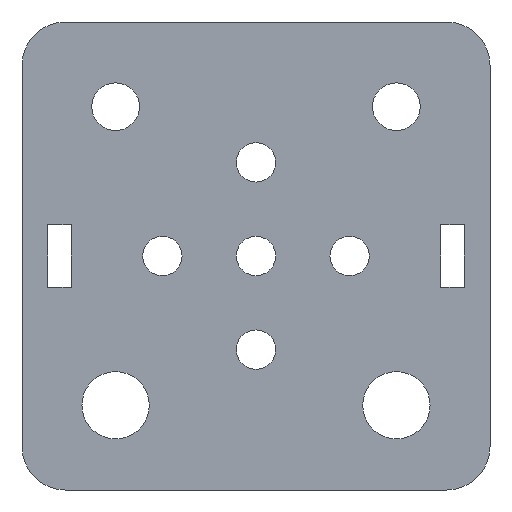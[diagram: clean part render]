
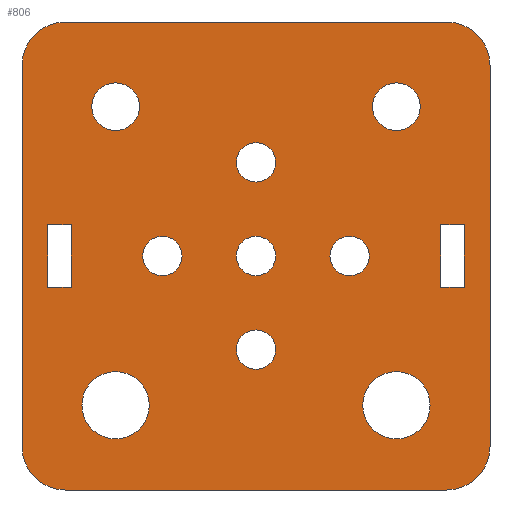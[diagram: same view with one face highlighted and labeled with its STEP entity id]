
A CAD part, front view. The second image highlights one B-rep face of the part: STEP entity #806.
In plain terms, the highlighted planar face has unit normal (0, -1, 0).
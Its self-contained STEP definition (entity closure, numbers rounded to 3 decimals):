
#24=FACE_BOUND('',#111,.T.);
#25=FACE_BOUND('',#112,.T.);
#26=FACE_BOUND('',#113,.T.);
#27=FACE_BOUND('',#114,.T.);
#28=FACE_BOUND('',#115,.T.);
#29=FACE_BOUND('',#116,.T.);
#30=FACE_BOUND('',#117,.T.);
#31=FACE_BOUND('',#118,.T.);
#32=FACE_BOUND('',#119,.T.);
#33=FACE_BOUND('',#120,.T.);
#34=FACE_BOUND('',#121,.T.);
#40=PLANE('',#889);
#64=FACE_OUTER_BOUND('',#110,.T.);
#110=EDGE_LOOP('',(#598,#599,#600,#601,#602,#603,#604,#605));
#111=EDGE_LOOP('',(#606,#607));
#112=EDGE_LOOP('',(#608,#609));
#113=EDGE_LOOP('',(#610,#611,#612,#613));
#114=EDGE_LOOP('',(#614,#615,#616,#617));
#115=EDGE_LOOP('',(#618,#619));
#116=EDGE_LOOP('',(#620,#621));
#117=EDGE_LOOP('',(#622,#623));
#118=EDGE_LOOP('',(#624,#625));
#119=EDGE_LOOP('',(#626,#627));
#120=EDGE_LOOP('',(#628));
#121=EDGE_LOOP('',(#629));
#173=LINE('',#1295,#238);
#174=LINE('',#1299,#239);
#175=LINE('',#1303,#240);
#176=LINE('',#1306,#241);
#177=LINE('',#1309,#242);
#178=LINE('',#1311,#243);
#179=LINE('',#1313,#244);
#180=LINE('',#1314,#245);
#181=LINE('',#1317,#246);
#182=LINE('',#1319,#247);
#183=LINE('',#1321,#248);
#184=LINE('',#1322,#249);
#238=VECTOR('',#1039,40.73);
#239=VECTOR('',#1042,40.73);
#240=VECTOR('',#1045,40.73);
#241=VECTOR('',#1048,40.73);
#242=VECTOR('',#1049,6.7);
#243=VECTOR('',#1050,2.5);
#244=VECTOR('',#1051,6.7);
#245=VECTOR('',#1052,2.5);
#246=VECTOR('',#1053,2.5);
#247=VECTOR('',#1054,6.7);
#248=VECTOR('',#1055,2.5);
#249=VECTOR('',#1056,6.7);
#288=CIRCLE('',#854,2.55);
#289=CIRCLE('',#855,2.55);
#291=CIRCLE('',#858,2.55);
#293=CIRCLE('',#861,3.6);
#294=CIRCLE('',#862,3.6);
#296=CIRCLE('',#865,3.6);
#319=CIRCLE('',#890,4.635);
#320=CIRCLE('',#891,4.635);
#321=CIRCLE('',#892,4.635);
#322=CIRCLE('',#893,4.635);
#323=CIRCLE('',#894,2.1);
#324=CIRCLE('',#895,2.1);
#325=CIRCLE('',#896,2.1);
#326=CIRCLE('',#897,2.1);
#327=CIRCLE('',#898,2.1);
#328=CIRCLE('',#899,2.1);
#329=CIRCLE('',#900,2.1);
#330=CIRCLE('',#901,2.1);
#331=CIRCLE('',#902,2.1);
#332=CIRCLE('',#903,2.1);
#342=VERTEX_POINT('',#1196);
#343=VERTEX_POINT('',#1198);
#345=VERTEX_POINT('',#1204);
#347=VERTEX_POINT('',#1210);
#348=VERTEX_POINT('',#1212);
#350=VERTEX_POINT('',#1218);
#385=VERTEX_POINT('',#1291);
#386=VERTEX_POINT('',#1292);
#387=VERTEX_POINT('',#1294);
#388=VERTEX_POINT('',#1296);
#389=VERTEX_POINT('',#1298);
#390=VERTEX_POINT('',#1300);
#391=VERTEX_POINT('',#1302);
#392=VERTEX_POINT('',#1304);
#393=VERTEX_POINT('',#1307);
#394=VERTEX_POINT('',#1308);
#395=VERTEX_POINT('',#1310);
#396=VERTEX_POINT('',#1312);
#397=VERTEX_POINT('',#1315);
#398=VERTEX_POINT('',#1316);
#399=VERTEX_POINT('',#1318);
#400=VERTEX_POINT('',#1320);
#401=VERTEX_POINT('',#1323);
#402=VERTEX_POINT('',#1324);
#403=VERTEX_POINT('',#1327);
#404=VERTEX_POINT('',#1328);
#405=VERTEX_POINT('',#1331);
#406=VERTEX_POINT('',#1332);
#407=VERTEX_POINT('',#1335);
#408=VERTEX_POINT('',#1336);
#409=VERTEX_POINT('',#1339);
#410=VERTEX_POINT('',#1340);
#429=EDGE_CURVE('',#343,#342,#288,.T.);
#430=EDGE_CURVE('',#342,#343,#289,.T.);
#433=EDGE_CURVE('',#345,#345,#291,.T.);
#436=EDGE_CURVE('',#348,#347,#293,.T.);
#437=EDGE_CURVE('',#347,#348,#294,.T.);
#440=EDGE_CURVE('',#350,#350,#296,.T.);
#475=EDGE_CURVE('',#385,#386,#319,.T.);
#476=EDGE_CURVE('',#387,#385,#173,.T.);
#477=EDGE_CURVE('',#388,#387,#320,.T.);
#478=EDGE_CURVE('',#389,#388,#174,.T.);
#479=EDGE_CURVE('',#390,#389,#321,.T.);
#480=EDGE_CURVE('',#391,#390,#175,.T.);
#481=EDGE_CURVE('',#392,#391,#322,.T.);
#482=EDGE_CURVE('',#386,#392,#176,.T.);
#483=EDGE_CURVE('',#393,#394,#177,.T.);
#484=EDGE_CURVE('',#394,#395,#178,.T.);
#485=EDGE_CURVE('',#395,#396,#179,.T.);
#486=EDGE_CURVE('',#396,#393,#180,.T.);
#487=EDGE_CURVE('',#397,#398,#181,.T.);
#488=EDGE_CURVE('',#398,#399,#182,.T.);
#489=EDGE_CURVE('',#399,#400,#183,.T.);
#490=EDGE_CURVE('',#400,#397,#184,.T.);
#491=EDGE_CURVE('',#401,#402,#323,.T.);
#492=EDGE_CURVE('',#402,#401,#324,.T.);
#493=EDGE_CURVE('',#403,#404,#325,.T.);
#494=EDGE_CURVE('',#404,#403,#326,.T.);
#495=EDGE_CURVE('',#405,#406,#327,.T.);
#496=EDGE_CURVE('',#406,#405,#328,.T.);
#497=EDGE_CURVE('',#407,#408,#329,.T.);
#498=EDGE_CURVE('',#408,#407,#330,.T.);
#499=EDGE_CURVE('',#409,#410,#331,.T.);
#500=EDGE_CURVE('',#410,#409,#332,.T.);
#598=ORIENTED_EDGE('',*,*,#475,.F.);
#599=ORIENTED_EDGE('',*,*,#476,.F.);
#600=ORIENTED_EDGE('',*,*,#477,.F.);
#601=ORIENTED_EDGE('',*,*,#478,.F.);
#602=ORIENTED_EDGE('',*,*,#479,.F.);
#603=ORIENTED_EDGE('',*,*,#480,.F.);
#604=ORIENTED_EDGE('',*,*,#481,.F.);
#605=ORIENTED_EDGE('',*,*,#482,.F.);
#606=ORIENTED_EDGE('',*,*,#436,.T.);
#607=ORIENTED_EDGE('',*,*,#437,.T.);
#608=ORIENTED_EDGE('',*,*,#429,.T.);
#609=ORIENTED_EDGE('',*,*,#430,.T.);
#610=ORIENTED_EDGE('',*,*,#483,.T.);
#611=ORIENTED_EDGE('',*,*,#484,.T.);
#612=ORIENTED_EDGE('',*,*,#485,.T.);
#613=ORIENTED_EDGE('',*,*,#486,.T.);
#614=ORIENTED_EDGE('',*,*,#487,.T.);
#615=ORIENTED_EDGE('',*,*,#488,.T.);
#616=ORIENTED_EDGE('',*,*,#489,.T.);
#617=ORIENTED_EDGE('',*,*,#490,.T.);
#618=ORIENTED_EDGE('',*,*,#491,.T.);
#619=ORIENTED_EDGE('',*,*,#492,.T.);
#620=ORIENTED_EDGE('',*,*,#493,.T.);
#621=ORIENTED_EDGE('',*,*,#494,.T.);
#622=ORIENTED_EDGE('',*,*,#495,.T.);
#623=ORIENTED_EDGE('',*,*,#496,.T.);
#624=ORIENTED_EDGE('',*,*,#497,.T.);
#625=ORIENTED_EDGE('',*,*,#498,.T.);
#626=ORIENTED_EDGE('',*,*,#499,.T.);
#627=ORIENTED_EDGE('',*,*,#500,.T.);
#628=ORIENTED_EDGE('',*,*,#433,.T.);
#629=ORIENTED_EDGE('',*,*,#440,.T.);
#806=ADVANCED_FACE('',(#64,#24,#25,#26,#27,#28,#29,#30,#31,#32,#33,#34),
#40,.F.);
#854=AXIS2_PLACEMENT_3D('',#1199,#950,#951);
#855=AXIS2_PLACEMENT_3D('',#1200,#952,#953);
#858=AXIS2_PLACEMENT_3D('',#1206,#959,#960);
#861=AXIS2_PLACEMENT_3D('',#1213,#966,#967);
#862=AXIS2_PLACEMENT_3D('',#1214,#968,#969);
#865=AXIS2_PLACEMENT_3D('',#1220,#975,#976);
#889=AXIS2_PLACEMENT_3D('',#1290,#1035,#1036);
#890=AXIS2_PLACEMENT_3D('',#1293,#1037,#1038);
#891=AXIS2_PLACEMENT_3D('',#1297,#1040,#1041);
#892=AXIS2_PLACEMENT_3D('',#1301,#1043,#1044);
#893=AXIS2_PLACEMENT_3D('',#1305,#1046,#1047);
#894=AXIS2_PLACEMENT_3D('',#1325,#1057,#1058);
#895=AXIS2_PLACEMENT_3D('',#1326,#1059,#1060);
#896=AXIS2_PLACEMENT_3D('',#1329,#1061,#1062);
#897=AXIS2_PLACEMENT_3D('',#1330,#1063,#1064);
#898=AXIS2_PLACEMENT_3D('',#1333,#1065,#1066);
#899=AXIS2_PLACEMENT_3D('',#1334,#1067,#1068);
#900=AXIS2_PLACEMENT_3D('',#1337,#1069,#1070);
#901=AXIS2_PLACEMENT_3D('',#1338,#1071,#1072);
#902=AXIS2_PLACEMENT_3D('',#1341,#1073,#1074);
#903=AXIS2_PLACEMENT_3D('',#1342,#1075,#1076);
#950=DIRECTION('center_axis',(0.,1.,0.));
#951=DIRECTION('ref_axis',(0.,0.,-1.));
#952=DIRECTION('center_axis',(0.,1.,0.));
#953=DIRECTION('ref_axis',(0.,0.,-1.));
#959=DIRECTION('center_axis',(0.,1.,0.));
#960=DIRECTION('ref_axis',(0.,0.,1.));
#966=DIRECTION('center_axis',(0.,1.,0.));
#967=DIRECTION('ref_axis',(0.,0.,-1.));
#968=DIRECTION('center_axis',(0.,1.,0.));
#969=DIRECTION('ref_axis',(0.,0.,-1.));
#975=DIRECTION('center_axis',(0.,1.,0.));
#976=DIRECTION('ref_axis',(0.,0.,1.));
#1035=DIRECTION('center_axis',(0.,1.,0.));
#1036=DIRECTION('ref_axis',(0.,0.,1.));
#1037=DIRECTION('center_axis',(0.,1.,0.));
#1038=DIRECTION('ref_axis',(0.,0.,1.));
#1039=DIRECTION('',(-1.,0.,0.));
#1040=DIRECTION('center_axis',(0.,1.,0.));
#1041=DIRECTION('ref_axis',(0.,0.,1.));
#1042=DIRECTION('',(0.,0.,-1.));
#1043=DIRECTION('center_axis',(0.,1.,0.));
#1044=DIRECTION('ref_axis',(0.,0.,1.));
#1045=DIRECTION('',(1.,0.,0.));
#1046=DIRECTION('center_axis',(0.,1.,0.));
#1047=DIRECTION('ref_axis',(0.,0.,-1.));
#1048=DIRECTION('',(0.,0.,1.));
#1049=DIRECTION('',(0.,0.,-1.));
#1050=DIRECTION('',(-1.,0.,0.));
#1051=DIRECTION('',(0.,0.,1.));
#1052=DIRECTION('',(1.,0.,0.));
#1053=DIRECTION('',(1.,0.,0.));
#1054=DIRECTION('',(0.,0.,-1.));
#1055=DIRECTION('',(-1.,0.,0.));
#1056=DIRECTION('',(0.,0.,1.));
#1057=DIRECTION('center_axis',(0.,1.,0.));
#1058=DIRECTION('ref_axis',(0.,0.,1.));
#1059=DIRECTION('center_axis',(0.,1.,0.));
#1060=DIRECTION('ref_axis',(0.,0.,1.));
#1061=DIRECTION('center_axis',(0.,1.,0.));
#1062=DIRECTION('ref_axis',(0.,0.,1.));
#1063=DIRECTION('center_axis',(0.,1.,0.));
#1064=DIRECTION('ref_axis',(0.,0.,1.));
#1065=DIRECTION('center_axis',(0.,1.,0.));
#1066=DIRECTION('ref_axis',(0.,0.,1.));
#1067=DIRECTION('center_axis',(0.,1.,0.));
#1068=DIRECTION('ref_axis',(0.,0.,1.));
#1069=DIRECTION('center_axis',(0.,1.,0.));
#1070=DIRECTION('ref_axis',(0.,0.,1.));
#1071=DIRECTION('center_axis',(0.,1.,0.));
#1072=DIRECTION('ref_axis',(0.,0.,1.));
#1073=DIRECTION('center_axis',(0.,1.,0.));
#1074=DIRECTION('ref_axis',(0.,0.,1.));
#1075=DIRECTION('center_axis',(0.,1.,0.));
#1076=DIRECTION('ref_axis',(0.,0.,1.));
#1196=CARTESIAN_POINT('',(-15.,0.,18.5));
#1198=CARTESIAN_POINT('',(-15.,0.,13.4));
#1199=CARTESIAN_POINT('Origin',(-15.,0.,15.95));
#1200=CARTESIAN_POINT('Origin',(-15.,0.,15.95));
#1204=CARTESIAN_POINT('',(15.,0.,18.5));
#1206=CARTESIAN_POINT('Origin',(15.,0.,15.95));
#1210=CARTESIAN_POINT('',(15.,0.,-12.35));
#1212=CARTESIAN_POINT('',(15.,0.,-19.55));
#1213=CARTESIAN_POINT('Origin',(15.,0.,-15.95));
#1214=CARTESIAN_POINT('Origin',(15.,0.,-15.95));
#1218=CARTESIAN_POINT('',(-15.,0.,-12.35));
#1220=CARTESIAN_POINT('Origin',(-15.,0.,-15.95));
#1290=CARTESIAN_POINT('Origin',(-20.365,0.,-20.365));
#1291=CARTESIAN_POINT('',(-20.365,0.,-25.));
#1292=CARTESIAN_POINT('',(-25.,0.,-20.365));
#1293=CARTESIAN_POINT('Origin',(-20.365,0.,-20.365));
#1294=CARTESIAN_POINT('',(20.365,0.,-25.));
#1295=CARTESIAN_POINT('',(20.365,0.,-25.));
#1296=CARTESIAN_POINT('',(25.,0.,-20.365));
#1297=CARTESIAN_POINT('Origin',(20.365,0.,-20.365));
#1298=CARTESIAN_POINT('',(25.,0.,20.365));
#1299=CARTESIAN_POINT('',(25.,0.,20.365));
#1300=CARTESIAN_POINT('',(20.365,0.,25.));
#1301=CARTESIAN_POINT('Origin',(20.365,0.,20.365));
#1302=CARTESIAN_POINT('',(-20.365,0.,25.));
#1303=CARTESIAN_POINT('',(-20.365,0.,25.));
#1304=CARTESIAN_POINT('',(-25.,0.,20.365));
#1305=CARTESIAN_POINT('Origin',(-20.365,0.,20.365));
#1306=CARTESIAN_POINT('',(-25.,0.,-20.365));
#1307=CARTESIAN_POINT('',(22.25,0.,3.35));
#1308=CARTESIAN_POINT('',(22.25,0.,-3.35));
#1309=CARTESIAN_POINT('',(22.25,0.,3.35));
#1310=CARTESIAN_POINT('',(19.75,0.,-3.35));
#1311=CARTESIAN_POINT('',(22.25,0.,-3.35));
#1312=CARTESIAN_POINT('',(19.75,0.,3.35));
#1313=CARTESIAN_POINT('',(19.75,0.,-3.35));
#1314=CARTESIAN_POINT('',(19.75,0.,3.35));
#1315=CARTESIAN_POINT('',(-22.25,0.,3.35));
#1316=CARTESIAN_POINT('',(-19.75,0.,3.35));
#1317=CARTESIAN_POINT('',(-22.25,0.,3.35));
#1318=CARTESIAN_POINT('',(-19.75,0.,-3.35));
#1319=CARTESIAN_POINT('',(-19.75,0.,3.35));
#1320=CARTESIAN_POINT('',(-22.25,0.,-3.35));
#1321=CARTESIAN_POINT('',(-19.75,0.,-3.35));
#1322=CARTESIAN_POINT('',(-22.25,0.,-3.35));
#1323=CARTESIAN_POINT('',(0.,0.,-7.9));
#1324=CARTESIAN_POINT('',(0.,0.,-12.1));
#1325=CARTESIAN_POINT('Origin',(0.,0.,-10.));
#1326=CARTESIAN_POINT('Origin',(0.,0.,-10.));
#1327=CARTESIAN_POINT('',(-10.,0.,2.1));
#1328=CARTESIAN_POINT('',(-10.,0.,-2.1));
#1329=CARTESIAN_POINT('Origin',(-10.,0.,0.));
#1330=CARTESIAN_POINT('Origin',(-10.,0.,0.));
#1331=CARTESIAN_POINT('',(0.,0.,2.1));
#1332=CARTESIAN_POINT('',(0.,0.,-2.1));
#1333=CARTESIAN_POINT('Origin',(0.,0.,0.));
#1334=CARTESIAN_POINT('Origin',(0.,0.,0.));
#1335=CARTESIAN_POINT('',(0.,0.,12.1));
#1336=CARTESIAN_POINT('',(0.,0.,7.9));
#1337=CARTESIAN_POINT('Origin',(0.,0.,10.));
#1338=CARTESIAN_POINT('Origin',(0.,0.,10.));
#1339=CARTESIAN_POINT('',(10.,0.,2.1));
#1340=CARTESIAN_POINT('',(10.,0.,-2.1));
#1341=CARTESIAN_POINT('Origin',(10.,0.,0.));
#1342=CARTESIAN_POINT('Origin',(10.,0.,0.));
